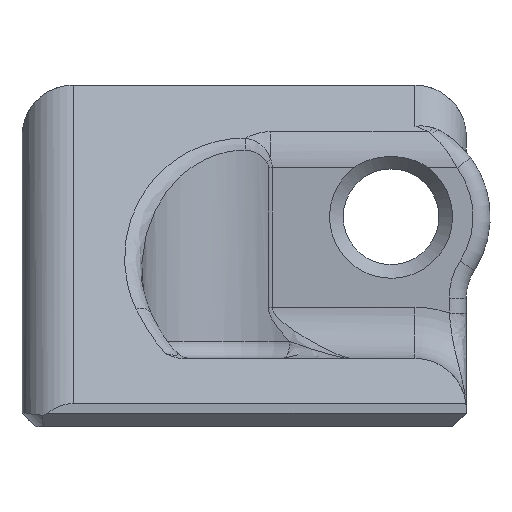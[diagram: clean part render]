
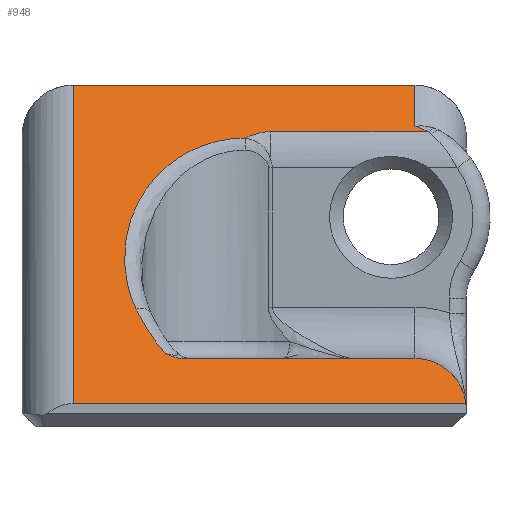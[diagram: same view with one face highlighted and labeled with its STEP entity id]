
A CAD part, left-side view. The second image highlights one B-rep face of the part: STEP entity #948.
In plain terms, the highlighted planar face has unit normal (-0.707, 0, 0.707).
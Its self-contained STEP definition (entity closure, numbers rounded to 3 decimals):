
#23=ELLIPSE('',#1035,3.394,2.4);
#24=ELLIPSE('',#1039,2.121,1.5);
#25=ELLIPSE('',#1040,7.778,5.5);
#26=ELLIPSE('',#1041,4.95,3.5);
#50=LINE('',#1525,#114);
#55=LINE('',#1704,#119);
#58=LINE('',#1732,#122);
#59=LINE('',#1734,#123);
#60=LINE('',#1736,#124);
#61=LINE('',#1738,#125);
#114=VECTOR('',#1135,10.);
#119=VECTOR('',#1172,10.);
#122=VECTOR('',#1179,10.);
#123=VECTOR('',#1180,10.);
#124=VECTOR('',#1181,10.);
#125=VECTOR('',#1182,10.);
#179=PLANE('',#1038);
#216=FACE_OUTER_BOUND('',#279,.T.);
#279=EDGE_LOOP('',(#688,#689,#690,#691,#692,#693,#694,#695,#696,#697,#698,
#699));
#375=B_SPLINE_CURVE_WITH_KNOTS('',3,(#1426,#1427,#1428,#1429,#1430,#1431,
#1432,#1433,#1434,#1435),.UNSPECIFIED.,.F.,.F.,(4,2,2,2,4),(-0.001,
0.,0.029,0.049,0.067),
 .UNSPECIFIED.);
#389=B_SPLINE_CURVE_WITH_KNOTS('',3,(#1744,#1745,#1746,#1747),
 .UNSPECIFIED.,.F.,.F.,(4,4),(0.,0.08),.UNSPECIFIED.);
#402=VERTEX_POINT('',#1424);
#403=VERTEX_POINT('',#1425);
#411=VERTEX_POINT('',#1524);
#426=VERTEX_POINT('',#1659);
#427=VERTEX_POINT('',#1681);
#428=VERTEX_POINT('',#1703);
#433=VERTEX_POINT('',#1731);
#434=VERTEX_POINT('',#1733);
#435=VERTEX_POINT('',#1735);
#436=VERTEX_POINT('',#1737);
#437=VERTEX_POINT('',#1740);
#438=VERTEX_POINT('',#1742);
#486=EDGE_CURVE('',#402,#403,#375,.T.);
#498=EDGE_CURVE('',#411,#403,#50,.T.);
#521=EDGE_CURVE('',#427,#426,#23,.T.);
#522=EDGE_CURVE('',#426,#428,#55,.T.);
#528=EDGE_CURVE('',#433,#427,#58,.T.);
#529=EDGE_CURVE('',#434,#433,#59,.T.);
#530=EDGE_CURVE('',#435,#434,#60,.T.);
#531=EDGE_CURVE('',#436,#435,#61,.T.);
#532=EDGE_CURVE('',#411,#436,#24,.T.);
#533=EDGE_CURVE('',#437,#402,#25,.T.);
#534=EDGE_CURVE('',#438,#437,#26,.T.);
#535=EDGE_CURVE('',#428,#438,#389,.T.);
#688=ORIENTED_EDGE('',*,*,#521,.F.);
#689=ORIENTED_EDGE('',*,*,#528,.F.);
#690=ORIENTED_EDGE('',*,*,#529,.F.);
#691=ORIENTED_EDGE('',*,*,#530,.F.);
#692=ORIENTED_EDGE('',*,*,#531,.F.);
#693=ORIENTED_EDGE('',*,*,#532,.F.);
#694=ORIENTED_EDGE('',*,*,#498,.T.);
#695=ORIENTED_EDGE('',*,*,#486,.F.);
#696=ORIENTED_EDGE('',*,*,#533,.F.);
#697=ORIENTED_EDGE('',*,*,#534,.F.);
#698=ORIENTED_EDGE('',*,*,#535,.F.);
#699=ORIENTED_EDGE('',*,*,#522,.F.);
#948=ADVANCED_FACE('',(#216),#179,.F.);
#1035=AXIS2_PLACEMENT_3D('',#1701,#1168,#1169);
#1038=AXIS2_PLACEMENT_3D('',#1730,#1177,#1178);
#1039=AXIS2_PLACEMENT_3D('',#1739,#1183,#1184);
#1040=AXIS2_PLACEMENT_3D('',#1741,#1185,#1186);
#1041=AXIS2_PLACEMENT_3D('',#1743,#1187,#1188);
#1135=DIRECTION('',(0.,1.,0.));
#1168=DIRECTION('center_axis',(0.707,0.,-0.707));
#1169=DIRECTION('ref_axis',(0.707,0.,0.707));
#1172=DIRECTION('',(0.,1.,0.));
#1177=DIRECTION('center_axis',(0.707,0.,-0.707));
#1178=DIRECTION('ref_axis',(0.707,0.,0.707));
#1179=DIRECTION('',(-0.707,0.,-0.707));
#1180=DIRECTION('',(0.,-1.,0.));
#1181=DIRECTION('',(0.707,0.,0.707));
#1182=DIRECTION('',(0.,1.,0.));
#1183=DIRECTION('center_axis',(0.707,0.,-0.707));
#1184=DIRECTION('ref_axis',(0.707,0.,0.707));
#1185=DIRECTION('center_axis',(-0.707,0.,0.707));
#1186=DIRECTION('ref_axis',(-0.707,0.,-0.707));
#1187=DIRECTION('center_axis',(-0.707,0.,0.707));
#1188=DIRECTION('ref_axis',(0.707,0.,0.707));
#1424=CARTESIAN_POINT('',(80.346,2.302,19.446));
#1425=CARTESIAN_POINT('',(80.2,1.777,19.3));
#1426=CARTESIAN_POINT('Ctrl Pts',(80.346,2.302,19.446));
#1427=CARTESIAN_POINT('Ctrl Pts',(80.346,2.301,19.446));
#1428=CARTESIAN_POINT('Ctrl Pts',(80.345,2.299,19.445));
#1429=CARTESIAN_POINT('Ctrl Pts',(80.303,2.219,19.403));
#1430=CARTESIAN_POINT('Ctrl Pts',(80.271,2.146,19.371));
#1431=CARTESIAN_POINT('Ctrl Pts',(80.232,2.024,19.332));
#1432=CARTESIAN_POINT('Ctrl Pts',(80.219,1.973,19.319));
#1433=CARTESIAN_POINT('Ctrl Pts',(80.204,1.873,19.304));
#1434=CARTESIAN_POINT('Ctrl Pts',(80.2,1.825,19.3));
#1435=CARTESIAN_POINT('Ctrl Pts',(80.2,1.777,19.3));
#1524=CARTESIAN_POINT('',(80.2,-5.,19.3));
#1525=CARTESIAN_POINT('',(80.2,-4.525,19.3));
#1659=CARTESIAN_POINT('',(86.839,-5.392,25.939));
#1681=CARTESIAN_POINT('',(86.998,-5.,26.098));
#1701=CARTESIAN_POINT('Origin',(84.702,-4.3,23.802));
#1703=CARTESIAN_POINT('',(86.839,-0.768,25.939));
#1704=CARTESIAN_POINT('',(86.839,-5.4,25.939));
#1730=CARTESIAN_POINT('Origin',(78.883,-6.5,17.983));
#1731=CARTESIAN_POINT('',(88.2,-5.,27.3));
#1732=CARTESIAN_POINT('',(78.712,-5.,17.812));
#1733=CARTESIAN_POINT('',(88.2,5.,27.3));
#1734=CARTESIAN_POINT('',(88.2,-3.25,27.3));
#1735=CARTESIAN_POINT('',(78.883,5.,17.983));
#1736=CARTESIAN_POINT('',(81.791,5.,20.891));
#1737=CARTESIAN_POINT('',(78.883,-6.489,17.983));
#1738=CARTESIAN_POINT('',(78.883,0.,17.983));
#1739=CARTESIAN_POINT('Origin',(78.7,-5.,17.8));
#1740=CARTESIAN_POINT('',(81.651,3.165,20.751));
#1741=CARTESIAN_POINT('Origin',(84.001,-1.808,23.101));
#1742=CARTESIAN_POINT('',(86.646,-0.032,25.746));
#1743=CARTESIAN_POINT('Origin',(83.146,0.,22.246));
#1744=CARTESIAN_POINT('Ctrl Pts',(86.839,-0.768,25.939));
#1745=CARTESIAN_POINT('Ctrl Pts',(86.839,-0.503,25.939));
#1746=CARTESIAN_POINT('Ctrl Pts',(86.764,-0.24,25.864));
#1747=CARTESIAN_POINT('Ctrl Pts',(86.646,-0.032,
25.746));
